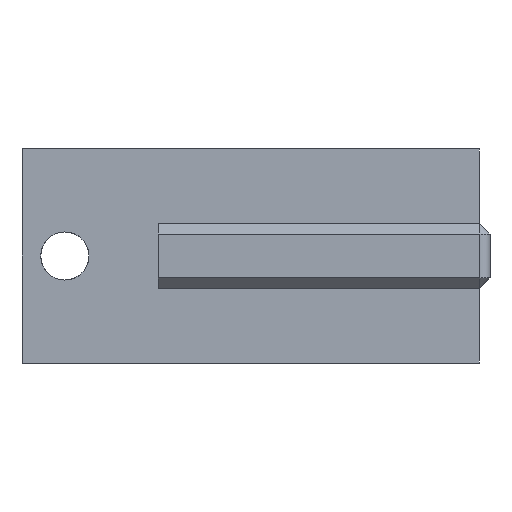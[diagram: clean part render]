
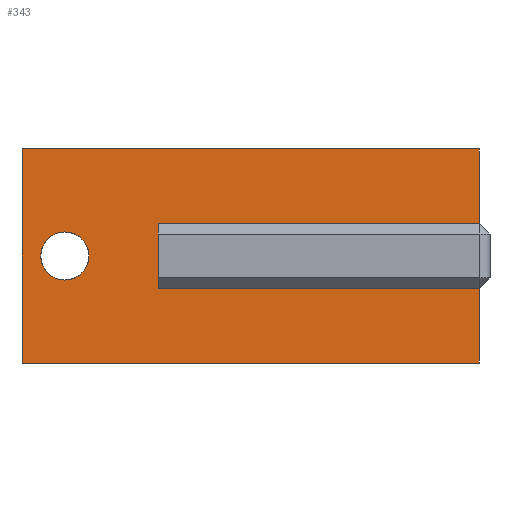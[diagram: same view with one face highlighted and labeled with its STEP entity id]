
A CAD part, front view. The second image highlights one B-rep face of the part: STEP entity #343.
In plain terms, the highlighted planar face has unit normal (0, -1, 0).
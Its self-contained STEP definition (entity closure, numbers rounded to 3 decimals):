
#6 = DIRECTION ( 'NONE',  ( 0., 0., 1. ) ) ;
#38 = LINE ( 'NONE', #1987, #503 ) ;
#62 = ORIENTED_EDGE ( 'NONE', *, *, #171, .F. ) ;
#79 = VERTEX_POINT ( 'NONE', #1006 ) ;
#106 = CARTESIAN_POINT ( 'NONE',  ( 42.738, 0., 20. ) ) ;
#140 = LINE ( 'NONE', #794, #1696 ) ;
#141 = EDGE_LOOP ( 'NONE', ( #1406, #625, #242, #1323, #430, #721, #632, #1416 ) ) ;
#171 = EDGE_CURVE ( 'NONE', #1112, #79, #906, .T. ) ;
#179 = VERTEX_POINT ( 'NONE', #1016 ) ;
#188 = EDGE_CURVE ( 'NONE', #2032, #1806, #280, .T. ) ;
#190 = LINE ( 'NONE', #1821, #876 ) ;
#210 = CARTESIAN_POINT ( 'NONE',  ( 42.738, 0., 20. ) ) ;
#242 = ORIENTED_EDGE ( 'NONE', *, *, #1532, .T. ) ;
#249 = CARTESIAN_POINT ( 'NONE',  ( 85.476, 0., 6.95 ) ) ;
#280 = LINE ( 'NONE', #441, #1189 ) ;
#288 = LINE ( 'NONE', #310, #908 ) ;
#310 = CARTESIAN_POINT ( 'NONE',  ( 42.738, 0., 0. ) ) ;
#343 = ADVANCED_FACE ( 'NONE', ( #588, #729 ), #2042, .F. ) ;
#370 = CARTESIAN_POINT ( 'NONE',  ( 46.744, 0., 10. ) ) ;
#381 = DIRECTION ( 'NONE',  ( 1., 0., 0. ) ) ;
#395 = EDGE_CURVE ( 'NONE', #959, #464, #1953, .T. ) ;
#430 = ORIENTED_EDGE ( 'NONE', *, *, #470, .F. ) ;
#441 = CARTESIAN_POINT ( 'NONE',  ( 85.476, 0., 20. ) ) ;
#464 = VERTEX_POINT ( 'NONE', #803 ) ;
#467 = AXIS2_PLACEMENT_3D ( 'NONE', #370, #1180, #1208 ) ;
#470 = EDGE_CURVE ( 'NONE', #179, #1854, #288, .T. ) ;
#503 = VECTOR ( 'NONE', #1329, 1000. ) ;
#548 = EDGE_CURVE ( 'NONE', #1248, #179, #140, .T. ) ;
#550 = CARTESIAN_POINT ( 'NONE',  ( 46.744, 0., 10. ) ) ;
#588 = FACE_BOUND ( 'NONE', #774, .T. ) ;
#611 = CARTESIAN_POINT ( 'NONE',  ( 55.476, 0., 0. ) ) ;
#618 = EDGE_CURVE ( 'NONE', #464, #1806, #190, .T. ) ;
#625 = ORIENTED_EDGE ( 'NONE', *, *, #188, .F. ) ;
#632 = ORIENTED_EDGE ( 'NONE', *, *, #942, .F. ) ;
#672 = VECTOR ( 'NONE', #6, 1000. ) ;
#721 = ORIENTED_EDGE ( 'NONE', *, *, #548, .F. ) ;
#729 = FACE_OUTER_BOUND ( 'NONE', #141, .T. ) ;
#749 = DIRECTION ( 'NONE',  ( 0., 0., -1. ) ) ;
#774 = EDGE_LOOP ( 'NONE', ( #1075, #62 ) ) ;
#788 = EDGE_CURVE ( 'NONE', #1865, #1854, #1430, .T. ) ;
#794 = CARTESIAN_POINT ( 'NONE',  ( 85.476, 0., 20. ) ) ;
#803 = CARTESIAN_POINT ( 'NONE',  ( 55.476, 0., 13.05 ) ) ;
#807 = VECTOR ( 'NONE', #749, 1000. ) ;
#876 = VECTOR ( 'NONE', #991, 1000. ) ;
#906 = CIRCLE ( 'NONE', #1354, 2.25 ) ;
#908 = VECTOR ( 'NONE', #1585, 1000. ) ;
#942 = EDGE_CURVE ( 'NONE', #959, #1248, #38, .T. ) ;
#959 = VERTEX_POINT ( 'NONE', #1611 ) ;
#991 = DIRECTION ( 'NONE',  ( 1., 0., 0. ) ) ;
#1006 = CARTESIAN_POINT ( 'NONE',  ( 48.994, 0., 10. ) ) ;
#1016 = CARTESIAN_POINT ( 'NONE',  ( 85.476, 0., 0. ) ) ;
#1035 = LINE ( 'NONE', #210, #2009 ) ;
#1039 = CARTESIAN_POINT ( 'NONE',  ( 44.494, 0., 10. ) ) ;
#1075 = ORIENTED_EDGE ( 'NONE', *, *, #1478, .F. ) ;
#1112 = VERTEX_POINT ( 'NONE', #1039 ) ;
#1164 = CIRCLE ( 'NONE', #467, 2.25 ) ;
#1180 = DIRECTION ( 'NONE',  ( 0., -1., 0. ) ) ;
#1189 = VECTOR ( 'NONE', #1894, 1000. ) ;
#1208 = DIRECTION ( 'NONE',  ( 1., 0., 0. ) ) ;
#1248 = VERTEX_POINT ( 'NONE', #249 ) ;
#1323 = ORIENTED_EDGE ( 'NONE', *, *, #788, .T. ) ;
#1329 = DIRECTION ( 'NONE',  ( 1., 0., 0. ) ) ;
#1354 = AXIS2_PLACEMENT_3D ( 'NONE', #550, #1824, #381 ) ;
#1381 = CARTESIAN_POINT ( 'NONE',  ( 42.738, 0., 20. ) ) ;
#1406 = ORIENTED_EDGE ( 'NONE', *, *, #618, .T. ) ;
#1416 = ORIENTED_EDGE ( 'NONE', *, *, #395, .T. ) ;
#1430 = LINE ( 'NONE', #106, #807 ) ;
#1443 = DIRECTION ( 'NONE',  ( 0., 0., -1. ) ) ;
#1449 = CARTESIAN_POINT ( 'NONE',  ( 85.476, 0., 13.05 ) ) ;
#1478 = EDGE_CURVE ( 'NONE', #79, #1112, #1164, .T. ) ;
#1521 = DIRECTION ( 'NONE',  ( -1., 0., 0. ) ) ;
#1532 = EDGE_CURVE ( 'NONE', #2032, #1865, #1035, .T. ) ;
#1585 = DIRECTION ( 'NONE',  ( -1., 0., 0. ) ) ;
#1590 = CARTESIAN_POINT ( 'NONE',  ( 42.738, 0., 20. ) ) ;
#1611 = CARTESIAN_POINT ( 'NONE',  ( 55.476, 0., 6.95 ) ) ;
#1696 = VECTOR ( 'NONE', #1443, 1000. ) ;
#1720 = DIRECTION ( 'NONE',  ( 0., 1., 0. ) ) ;
#1751 = CARTESIAN_POINT ( 'NONE',  ( 42.738, 0., 0. ) ) ;
#1806 = VERTEX_POINT ( 'NONE', #1449 ) ;
#1821 = CARTESIAN_POINT ( 'NONE',  ( 55.476, 0., 13.05 ) ) ;
#1824 = DIRECTION ( 'NONE',  ( 0., -1., 0. ) ) ;
#1854 = VERTEX_POINT ( 'NONE', #1751 ) ;
#1865 = VERTEX_POINT ( 'NONE', #1590 ) ;
#1872 = DIRECTION ( 'NONE',  ( 1., 0., 0. ) ) ;
#1875 = CARTESIAN_POINT ( 'NONE',  ( 85.476, 0., 20. ) ) ;
#1894 = DIRECTION ( 'NONE',  ( 0., 0., -1. ) ) ;
#1953 = LINE ( 'NONE', #611, #672 ) ;
#1987 = CARTESIAN_POINT ( 'NONE',  ( 55.476, 0., 6.95 ) ) ;
#2009 = VECTOR ( 'NONE', #1521, 1000. ) ;
#2032 = VERTEX_POINT ( 'NONE', #1875 ) ;
#2042 = PLANE ( 'NONE',  #2070 ) ;
#2070 = AXIS2_PLACEMENT_3D ( 'NONE', #1381, #1720, #1872 ) ;
